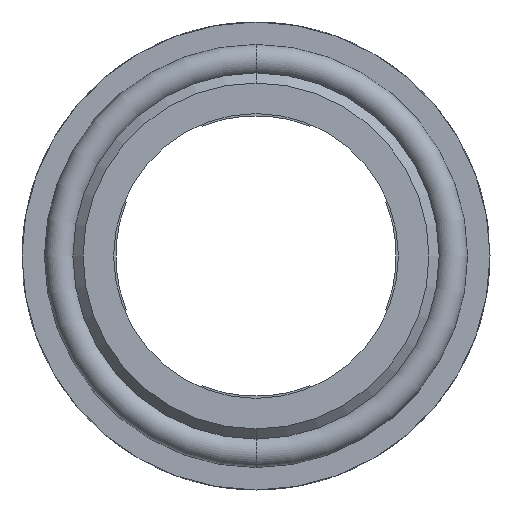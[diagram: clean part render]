
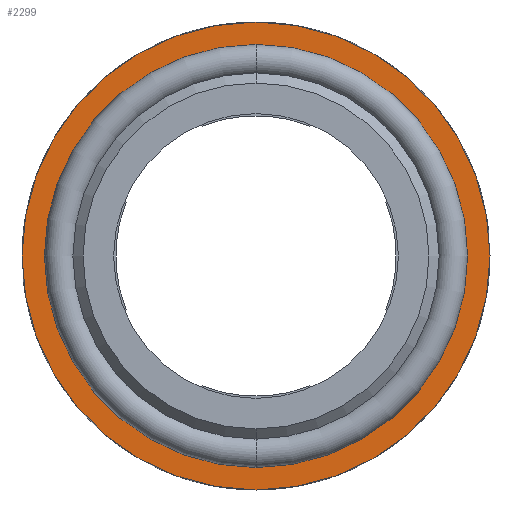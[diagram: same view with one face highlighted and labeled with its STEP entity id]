
A CAD part, front view. The second image highlights one B-rep face of the part: STEP entity #2299.
In plain terms, the highlighted planar face has unit normal (0, -1, 0).
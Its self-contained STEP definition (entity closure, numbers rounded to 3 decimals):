
#92 = CARTESIAN_POINT ( 'NONE',  ( 0., -0.852, 10.024 ) ) ;
#93 = CARTESIAN_POINT ( 'NONE',  ( 0., -0.852, -10.024 ) ) ;
#158 = VERTEX_POINT ( 'NONE', #93 ) ;
#159 = VERTEX_POINT ( 'NONE', #92 ) ;
#200 = ORIENTED_EDGE ( 'NONE', *, *, #478, .F. ) ;
#201 = ORIENTED_EDGE ( 'NONE', *, *, #445, .T. ) ;
#203 = ORIENTED_EDGE ( 'NONE', *, *, #477, .T. ) ;
#204 = ORIENTED_EDGE ( 'NONE', *, *, #502, .F. ) ;
#384 = AXIS2_PLACEMENT_3D ( 'NONE', #1009, #1462, #1463 ) ;
#391 = AXIS2_PLACEMENT_3D ( 'NONE', #1087, #1077, #1076 ) ;
#395 = AXIS2_PLACEMENT_3D ( 'NONE', #1075, #1074, #1073 ) ;
#445 = EDGE_CURVE ( 'NONE', #159, #158, #1375, .T. ) ;
#477 = EDGE_CURVE ( 'NONE', #158, #159, #1383, .T. ) ;
#478 = EDGE_CURVE ( 'NONE', #2087, #2086, #1384, .T. ) ;
#502 = EDGE_CURVE ( 'NONE', #2086, #2087, #1396, .T. ) ;
#992 = FACE_BOUND ( 'NONE', #2173, .T. ) ;
#1000 = FACE_OUTER_BOUND ( 'NONE', #2170, .T. ) ;
#1002 = AXIS2_PLACEMENT_3D ( 'NONE', #2020, #2021, #2022 ) ;
#1009 = CARTESIAN_POINT ( 'NONE',  ( 0., -0.852, 0. ) ) ;
#1073 = DIRECTION ( 'NONE',  ( 0., 0., 1. ) ) ;
#1074 = DIRECTION ( 'NONE',  ( 0., 1., 0. ) ) ;
#1075 = CARTESIAN_POINT ( 'NONE',  ( 0., -0.852, 0. ) ) ;
#1076 = DIRECTION ( 'NONE',  ( 0., 0., 1. ) ) ;
#1077 = DIRECTION ( 'NONE',  ( 0., 1., 0. ) ) ;
#1087 = CARTESIAN_POINT ( 'NONE',  ( 0., -0.852, 0. ) ) ;
#1170 = AXIS2_PLACEMENT_3D ( 'NONE', #1228, #1227, #1226 ) ;
#1226 = DIRECTION ( 'NONE',  ( 0., 0., 1. ) ) ;
#1227 = DIRECTION ( 'NONE',  ( 0., 1., 0. ) ) ;
#1228 = CARTESIAN_POINT ( 'NONE',  ( 0., -0.852, 0. ) ) ;
#1375 = CIRCLE ( 'NONE', #1170, 10.024 ) ;
#1383 = CIRCLE ( 'NONE', #391, 10.024 ) ;
#1384 = CIRCLE ( 'NONE', #395, 11.5 ) ;
#1396 = CIRCLE ( 'NONE', #384, 11.5 ) ;
#1462 = DIRECTION ( 'NONE',  ( 0., 1., 0. ) ) ;
#1463 = DIRECTION ( 'NONE',  ( 0., 0., 1. ) ) ;
#1847 = CARTESIAN_POINT ( 'NONE',  ( 0., -0.852, 11.5 ) ) ;
#1848 = CARTESIAN_POINT ( 'NONE',  ( 0., -0.852, -11.5 ) ) ;
#2019 = PLANE ( 'NONE',  #1002 ) ;
#2020 = CARTESIAN_POINT ( 'NONE',  ( 11.5, -0.852, 0. ) ) ;
#2021 = DIRECTION ( 'NONE',  ( 0., 1., 0. ) ) ;
#2022 = DIRECTION ( 'NONE',  ( 0., 0., 1. ) ) ;
#2086 = VERTEX_POINT ( 'NONE', #1847 ) ;
#2087 = VERTEX_POINT ( 'NONE', #1848 ) ;
#2170 = EDGE_LOOP ( 'NONE', ( #204, #200 ) ) ;
#2173 = EDGE_LOOP ( 'NONE', ( #203, #201 ) ) ;
#2299 = ADVANCED_FACE ( 'NONE', ( #992, #1000 ), #2019, .F. ) ;
